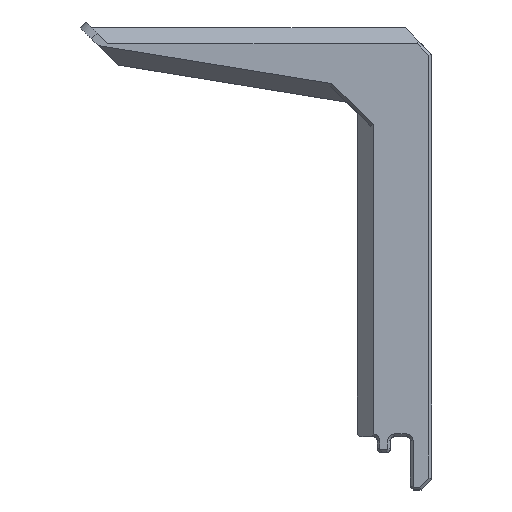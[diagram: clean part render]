
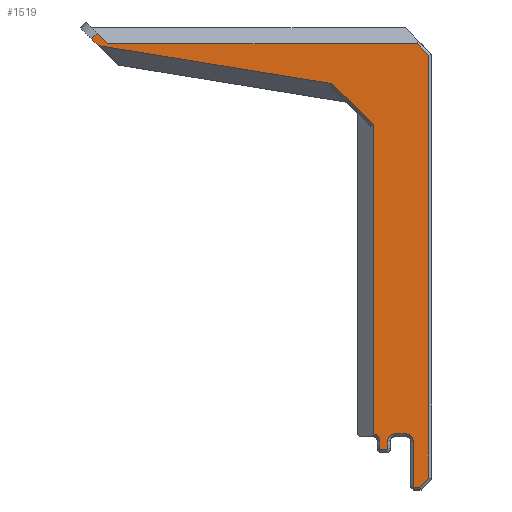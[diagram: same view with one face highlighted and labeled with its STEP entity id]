
A CAD part, top view. The second image highlights one B-rep face of the part: STEP entity #1519.
In plain terms, the highlighted planar face has unit normal (0, 0, 1).
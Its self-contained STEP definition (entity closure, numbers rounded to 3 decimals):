
#81=CIRCLE('',#1614,2.5);
#82=CIRCLE('',#1615,0.5);
#83=CIRCLE('',#1616,0.5);
#84=CIRCLE('',#1617,2.5);
#85=CIRCLE('',#1618,2.5);
#121=VERTEX_POINT('',#2162);
#122=VERTEX_POINT('',#2164);
#124=VERTEX_POINT('',#2170);
#125=VERTEX_POINT('',#2172);
#126=VERTEX_POINT('',#2174);
#127=VERTEX_POINT('',#2176);
#128=VERTEX_POINT('',#2178);
#129=VERTEX_POINT('',#2180);
#130=VERTEX_POINT('',#2182);
#131=VERTEX_POINT('',#2184);
#132=VERTEX_POINT('',#2186);
#133=VERTEX_POINT('',#2188);
#134=VERTEX_POINT('',#2190);
#135=VERTEX_POINT('',#2192);
#136=VERTEX_POINT('',#2194);
#137=VERTEX_POINT('',#2196);
#138=VERTEX_POINT('',#2198);
#139=VERTEX_POINT('',#2200);
#140=VERTEX_POINT('',#2202);
#141=VERTEX_POINT('',#2204);
#142=VERTEX_POINT('',#2206);
#143=VERTEX_POINT('',#2208);
#263=VECTOR('',#1754,1.);
#266=VECTOR('',#1758,1.);
#267=VECTOR('',#1759,1.);
#268=VECTOR('',#1762,1.);
#269=VECTOR('',#1765,1.);
#270=VECTOR('',#1768,1.);
#271=VECTOR('',#1771,1.);
#272=VECTOR('',#1774,1.);
#273=VECTOR('',#1775,1.);
#274=VECTOR('',#1776,1.);
#275=VECTOR('',#1777,1.);
#276=VECTOR('',#1778,1.);
#277=VECTOR('',#1779,1.);
#278=VECTOR('',#1780,1.);
#279=VECTOR('',#1781,1.);
#280=VECTOR('',#1782,1.);
#281=VECTOR('',#1783,1.);
#446=LINE('',#2163,#263);
#449=LINE('',#2169,#266);
#450=LINE('',#2171,#267);
#451=LINE('',#2175,#268);
#452=LINE('',#2179,#269);
#453=LINE('',#2183,#270);
#454=LINE('',#2187,#271);
#455=LINE('',#2191,#272);
#456=LINE('',#2193,#273);
#457=LINE('',#2195,#274);
#458=LINE('',#2197,#275);
#459=LINE('',#2199,#276);
#460=LINE('',#2201,#277);
#461=LINE('',#2203,#278);
#462=LINE('',#2205,#279);
#463=LINE('',#2207,#280);
#464=LINE('',#2209,#281);
#629=EDGE_CURVE('',#121,#122,#446,.T.);
#632=EDGE_CURVE('',#122,#124,#449,.T.);
#633=EDGE_CURVE('',#125,#121,#450,.T.);
#634=EDGE_CURVE('',#126,#125,#81,.T.);
#635=EDGE_CURVE('',#127,#126,#451,.T.);
#636=EDGE_CURVE('',#128,#127,#82,.T.);
#637=EDGE_CURVE('',#129,#128,#452,.T.);
#638=EDGE_CURVE('',#130,#129,#83,.T.);
#639=EDGE_CURVE('',#131,#130,#453,.T.);
#640=EDGE_CURVE('',#132,#131,#84,.T.);
#641=EDGE_CURVE('',#133,#132,#454,.T.);
#642=EDGE_CURVE('',#134,#133,#85,.T.);
#643=EDGE_CURVE('',#135,#134,#455,.T.);
#644=EDGE_CURVE('',#136,#135,#456,.T.);
#645=EDGE_CURVE('',#137,#136,#457,.T.);
#646=EDGE_CURVE('',#138,#137,#458,.T.);
#647=EDGE_CURVE('',#139,#138,#459,.T.);
#648=EDGE_CURVE('',#140,#139,#460,.T.);
#649=EDGE_CURVE('',#141,#140,#461,.T.);
#650=EDGE_CURVE('',#142,#141,#462,.T.);
#651=EDGE_CURVE('',#143,#142,#463,.T.);
#652=EDGE_CURVE('',#143,#124,#464,.T.);
#866=ORIENTED_EDGE('',*,*,#632,.F.);
#867=ORIENTED_EDGE('',*,*,#629,.F.);
#868=ORIENTED_EDGE('',*,*,#633,.F.);
#869=ORIENTED_EDGE('',*,*,#634,.F.);
#870=ORIENTED_EDGE('',*,*,#635,.F.);
#871=ORIENTED_EDGE('',*,*,#636,.F.);
#872=ORIENTED_EDGE('',*,*,#637,.F.);
#873=ORIENTED_EDGE('',*,*,#638,.F.);
#874=ORIENTED_EDGE('',*,*,#639,.F.);
#875=ORIENTED_EDGE('',*,*,#640,.F.);
#876=ORIENTED_EDGE('',*,*,#641,.F.);
#877=ORIENTED_EDGE('',*,*,#642,.F.);
#878=ORIENTED_EDGE('',*,*,#643,.F.);
#879=ORIENTED_EDGE('',*,*,#644,.F.);
#880=ORIENTED_EDGE('',*,*,#645,.F.);
#881=ORIENTED_EDGE('',*,*,#646,.F.);
#882=ORIENTED_EDGE('',*,*,#647,.F.);
#883=ORIENTED_EDGE('',*,*,#648,.F.);
#884=ORIENTED_EDGE('',*,*,#649,.F.);
#885=ORIENTED_EDGE('',*,*,#650,.F.);
#886=ORIENTED_EDGE('',*,*,#651,.F.);
#887=ORIENTED_EDGE('',*,*,#652,.T.);
#1331=EDGE_LOOP('',(#866,#867,#868,#869,#870,#871,#872,#873,#874,#875,#876,
#877,#878,#879,#880,#881,#882,#883,#884,#885,#886,#887));
#1425=FACE_BOUND('',#1331,.T.);
#1519=ADVANCED_FACE('',(#1425),#2631,.T.);
#1613=AXIS2_PLACEMENT_3D('',#2168,#1757,$);
#1614=AXIS2_PLACEMENT_3D('',#2173,#1760,#1761);
#1615=AXIS2_PLACEMENT_3D('',#2177,#1763,#1764);
#1616=AXIS2_PLACEMENT_3D('',#2181,#1766,#1767);
#1617=AXIS2_PLACEMENT_3D('',#2185,#1769,#1770);
#1618=AXIS2_PLACEMENT_3D('',#2189,#1772,#1773);
#1754=DIRECTION('',(-0.707,0.707,0.));
#1757=DIRECTION('',(0.,0.,1.));
#1758=DIRECTION('',(-0.987,0.161,0.));
#1759=DIRECTION('',(0.,1.,0.));
#1760=DIRECTION('',(0.,0.,1.));
#1761=DIRECTION('',(1.768,1.768,0.));
#1762=DIRECTION('',(0.,1.,0.));
#1763=DIRECTION('',(0.,0.,-1.));
#1764=DIRECTION('',(-0.354,-0.354,0.));
#1765=DIRECTION('',(-1.,0.,0.));
#1766=DIRECTION('',(0.,0.,-1.));
#1767=DIRECTION('',(0.354,-0.354,0.));
#1768=DIRECTION('',(0.,-1.,0.));
#1769=DIRECTION('',(0.,0.,1.));
#1770=DIRECTION('',(-1.768,1.768,0.));
#1771=DIRECTION('',(-1.,0.,0.));
#1772=DIRECTION('',(0.,0.,1.));
#1773=DIRECTION('',(1.768,1.768,0.));
#1774=DIRECTION('',(0.,1.,0.));
#1775=DIRECTION('',(-0.707,0.707,0.));
#1776=DIRECTION('',(-1.,0.,0.));
#1777=DIRECTION('',(-0.707,-0.707,0.));
#1778=DIRECTION('',(0.,-1.,0.));
#1779=DIRECTION('',(0.707,-0.707,0.));
#1780=DIRECTION('',(1.,0.,0.));
#1781=DIRECTION('',(0.707,-0.707,0.));
#1782=DIRECTION('',(0.707,0.707,0.));
#1783=DIRECTION('',(0.707,-0.707,0.));
#2162=CARTESIAN_POINT('',(-24.452,134.211,28.));
#2163=CARTESIAN_POINT('',(-13.001,122.759,28.));
#2164=CARTESIAN_POINT('',(-40.023,149.782,28.));
#2168=CARTESIAN_POINT('',(-15.606,82.666,28.));
#2169=CARTESIAN_POINT('',(-23.355,147.069,28.));
#2170=CARTESIAN_POINT('',(-127.995,164.096,28.));
#2171=CARTESIAN_POINT('',(-24.452,85.449,28.));
#2172=CARTESIAN_POINT('',(-24.452,17.796,28.));
#2173=CARTESIAN_POINT('',(-24.452,15.296,28.));
#2174=CARTESIAN_POINT('',(-21.952,15.296,28.));
#2175=CARTESIAN_POINT('',(-21.952,48.231,28.));
#2176=CARTESIAN_POINT('',(-21.952,12.296,28.));
#2177=CARTESIAN_POINT('',(-21.452,12.296,28.));
#2178=CARTESIAN_POINT('',(-21.452,11.796,28.));
#2179=CARTESIAN_POINT('',(-18.654,11.796,28.));
#2180=CARTESIAN_POINT('',(-19.452,11.796,28.));
#2181=CARTESIAN_POINT('',(-19.452,12.296,28.));
#2182=CARTESIAN_POINT('',(-18.952,12.296,28.));
#2183=CARTESIAN_POINT('',(-18.952,48.231,28.));
#2184=CARTESIAN_POINT('',(-18.952,15.296,28.));
#2185=CARTESIAN_POINT('',(-16.452,15.296,28.));
#2186=CARTESIAN_POINT('',(-16.452,17.796,28.));
#2187=CARTESIAN_POINT('',(-21.154,17.796,28.));
#2188=CARTESIAN_POINT('',(-11.952,17.796,28.));
#2189=CARTESIAN_POINT('',(-11.952,15.296,28.));
#2190=CARTESIAN_POINT('',(-9.452,15.296,28.));
#2191=CARTESIAN_POINT('',(-9.452,44.731,28.));
#2192=CARTESIAN_POINT('',(-9.452,-1.789,28.));
#2193=CARTESIAN_POINT('',(-32.001,20.759,28.));
#2194=CARTESIAN_POINT('',(-9.038,-2.204,28.));
#2195=CARTESIAN_POINT('',(-11.029,-2.204,28.));
#2196=CARTESIAN_POINT('',(-6.866,-2.204,28.));
#2197=CARTESIAN_POINT('',(13.02,17.682,28.));
#2198=CARTESIAN_POINT('',(-3.452,1.211,28.));
#2199=CARTESIAN_POINT('',(-3.452,83.231,28.));
#2200=CARTESIAN_POINT('',(-3.452,160.382,28.));
#2201=CARTESIAN_POINT('',(10.585,146.345,28.));
#2202=CARTESIAN_POINT('',(-7.866,164.796,28.));
#2203=CARTESIAN_POINT('',(-16.029,164.796,28.));
#2204=CARTESIAN_POINT('',(-124.452,164.796,28.));
#2205=CARTESIAN_POINT('',(-80.258,120.603,28.));
#2206=CARTESIAN_POINT('',(-128.41,168.755,28.));
#2207=CARTESIAN_POINT('',(-122.261,174.903,28.));
#2208=CARTESIAN_POINT('',(-130.531,166.633,28.));
#2209=CARTESIAN_POINT('',(-74.829,110.931,28.));
#2631=PLANE('',#1613);
